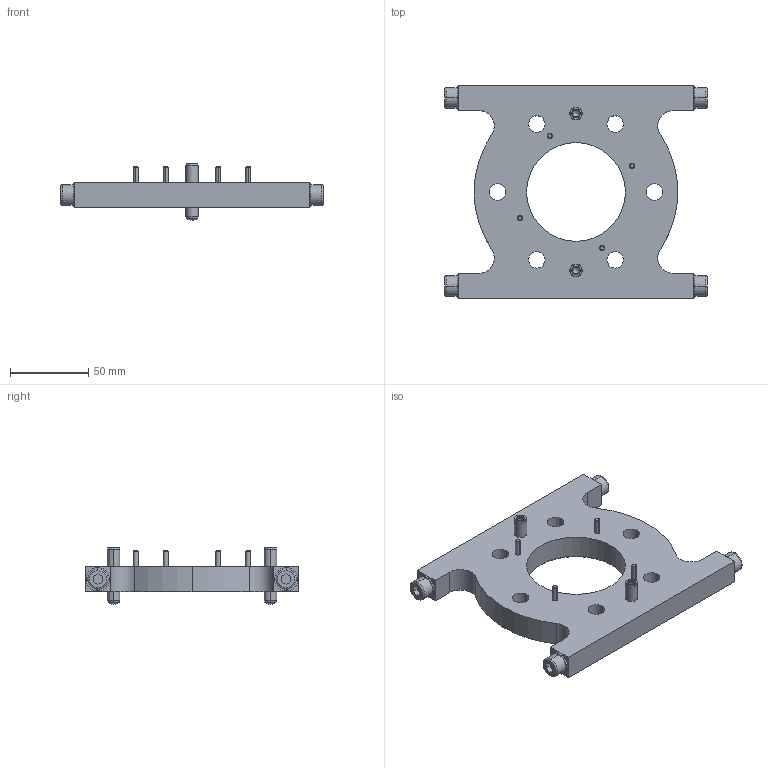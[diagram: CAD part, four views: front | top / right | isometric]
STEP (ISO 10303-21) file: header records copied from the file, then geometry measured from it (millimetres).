
FILE_DESCRIPTION (( 'STEP AP203' ), '1' );
FILE_NAME ('P1405.STEP', '2018-11-30T10:29:41', ( 'rsp' ), ( 'Hewlett-Packard Company' ), 'SwSTEP 2.0', 'SolidWorks 2017', '' );
FILE_SCHEMA (( 'CONFIG_CONTROL_DESIGN' ));
Length unit declared in the file: millimetre
Products named in the file (1): P1405
Bounding box: 167.6 x 136 x 36 mm (x, y, z)
Volume: 220310.9 mm3; surface area: 55911.9 mm2
Topology: 15 solids, 15 shells, 287 faces, 643 edges, 400 vertices
Faces by surface type: cylinder 111, plane 106, cone 42, torus 24, sphere 4
Entity records: 8050 total; most frequent: DIRECTION 1511, CARTESIAN_POINT 1319, ORIENTED_EDGE 1262, EDGE_CURVE 631, AXIS2_PLACEMENT_3D 592, VERTEX_POINT 400, EDGE_LOOP 347, LINE 327
